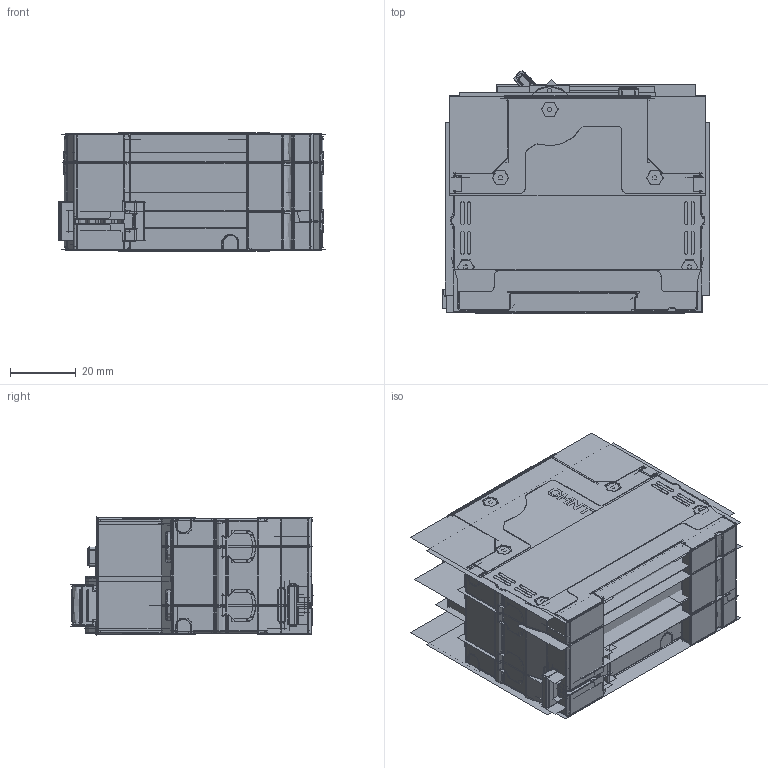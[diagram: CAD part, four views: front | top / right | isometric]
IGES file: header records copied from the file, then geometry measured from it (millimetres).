
Start section:  PTC IGES file: nxble-63y_asm.igs
Global section: file name: nxble-63y_asm.igs; native system: Creo Parametric by PTC Inc.; preprocessor: 2015480; author: lilb; organization: Unknown; date: 20171201.141421; units: metre
Bounding box: 81.46 x 74.13 x 36.19 mm (x, y, z)
Surface area: 398633 mm2 (no closed solid volume)
Topology: 0 solids, 0 shells, 9564 faces, 175837 edges, 231943 vertices
Faces by surface type: bspline 5726, revolution 3814, extrusion 24
